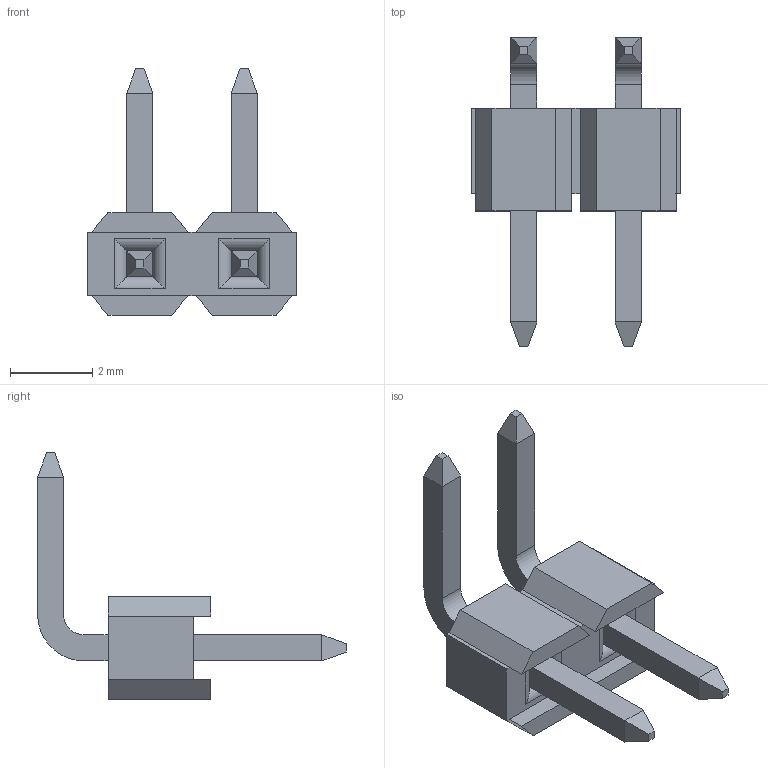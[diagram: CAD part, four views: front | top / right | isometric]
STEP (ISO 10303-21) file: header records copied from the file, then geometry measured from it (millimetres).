
FILE_DESCRIPTION(('FreeCAD Model'),'2;1');
FILE_NAME('246-12-002-xx.step', '2023-10-06T11:00:27',('Author'),(''), 'Open CASCADE STEP processor 6.8','FreeCAD','Unknown');
FILE_SCHEMA(('AUTOMOTIVE_DESIGN_CC2 { 1 2 10303 214 -1 1 5 4 }'));
Length unit declared in the file: millimetre
Products named in the file (2): ASSEMBLY; 246-12-002-xx
Assembly tree (1 placements, depth 2):
  ASSEMBLY
    246-12-002-xx
Bounding box: 5.08 x 7.52 x 6 mm (x, y, z)
Volume: 32.6 mm3; surface area: 110.4 mm2
Topology: 1 solids, 1 shells, 87 faces, 216 edges, 136 vertices
Faces by surface type: plane 75, cylinder 12
Entity records: 6779 total; most frequent: CARTESIAN_POINT 2433, DIRECTION 776, LINE 560, VECTOR 560, ORIENTED_EDGE 432, PCURVE 432, DEFINITIONAL_REPRESENTATION 432, EDGE_CURVE 216
